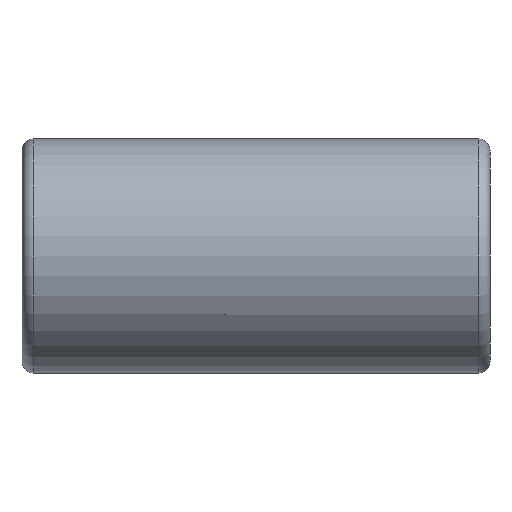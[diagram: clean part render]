
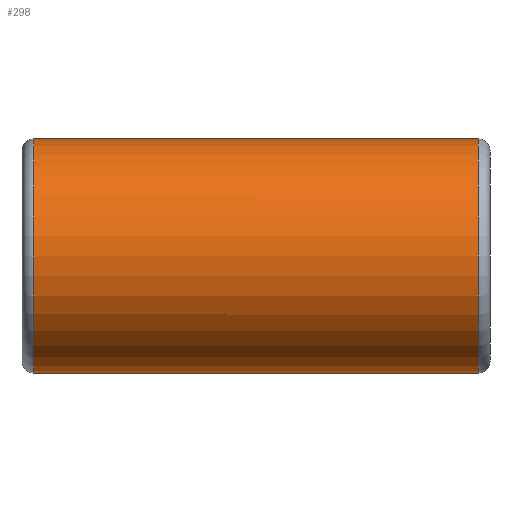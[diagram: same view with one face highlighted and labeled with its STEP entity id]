
A CAD part, left-side view. The second image highlights one B-rep face of the part: STEP entity #298.
In plain terms, the highlighted cylindrical face has radius 5 mm (diameter 10 mm), a partial arc.
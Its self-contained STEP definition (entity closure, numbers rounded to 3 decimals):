
#5 = CARTESIAN_POINT ( 'NONE',  ( 0., -9.5, -5. ) ) ;
#23 = AXIS2_PLACEMENT_3D ( 'NONE', #111, #53, #452 ) ;
#46 = LINE ( 'NONE', #451, #197 ) ;
#49 = CIRCLE ( 'NONE', #290, 5. ) ;
#52 = CIRCLE ( 'NONE', #410, 5. ) ;
#53 = DIRECTION ( 'NONE',  ( 0., 1., 0. ) ) ;
#69 = DIRECTION ( 'NONE',  ( 0., 0., 1. ) ) ;
#97 = VECTOR ( 'NONE', #278, 1000. ) ;
#111 = CARTESIAN_POINT ( 'NONE',  ( 0., 33.565, 0. ) ) ;
#115 = EDGE_CURVE ( 'NONE', #219, #416, #46, .T. ) ;
#122 = EDGE_CURVE ( 'NONE', #316, #326, #360, .T. ) ;
#162 = EDGE_CURVE ( 'NONE', #326, #416, #52, .T. ) ;
#183 = CYLINDRICAL_SURFACE ( 'NONE', #23, 5. ) ;
#186 = CARTESIAN_POINT ( 'NONE',  ( 0., -9.5, 0. ) ) ;
#197 = VECTOR ( 'NONE', #401, 1000. ) ;
#204 = EDGE_LOOP ( 'NONE', ( #419, #272, #267, #376 ) ) ;
#219 = VERTEX_POINT ( 'NONE', #5 ) ;
#229 = EDGE_CURVE ( 'NONE', #219, #316, #49, .T. ) ;
#267 = ORIENTED_EDGE ( 'NONE', *, *, #122, .T. ) ;
#272 = ORIENTED_EDGE ( 'NONE', *, *, #229, .T. ) ;
#278 = DIRECTION ( 'NONE',  ( 0., 1., 0. ) ) ;
#290 = AXIS2_PLACEMENT_3D ( 'NONE', #186, #347, #69 ) ;
#298 = ADVANCED_FACE ( 'NONE', ( #355 ), #183, .T. ) ;
#316 = VERTEX_POINT ( 'NONE', #405 ) ;
#318 = CARTESIAN_POINT ( 'NONE',  ( 0., 33.565, 5. ) ) ;
#326 = VERTEX_POINT ( 'NONE', #365 ) ;
#333 = CARTESIAN_POINT ( 'NONE',  ( 0., 9.5, -5. ) ) ;
#337 = CARTESIAN_POINT ( 'NONE',  ( 0., 9.5, 0. ) ) ;
#347 = DIRECTION ( 'NONE',  ( 0., 1., 0. ) ) ;
#355 = FACE_OUTER_BOUND ( 'NONE', #204, .T. ) ;
#360 = LINE ( 'NONE', #318, #97 ) ;
#365 = CARTESIAN_POINT ( 'NONE',  ( 0., 9.5, 5. ) ) ;
#370 = DIRECTION ( 'NONE',  ( 0., -1., 0. ) ) ;
#372 = DIRECTION ( 'NONE',  ( 0., 0., -1. ) ) ;
#376 = ORIENTED_EDGE ( 'NONE', *, *, #162, .T. ) ;
#401 = DIRECTION ( 'NONE',  ( 0., 1., 0. ) ) ;
#405 = CARTESIAN_POINT ( 'NONE',  ( 0., -9.5, 5. ) ) ;
#410 = AXIS2_PLACEMENT_3D ( 'NONE', #337, #370, #372 ) ;
#416 = VERTEX_POINT ( 'NONE', #333 ) ;
#419 = ORIENTED_EDGE ( 'NONE', *, *, #115, .F. ) ;
#451 = CARTESIAN_POINT ( 'NONE',  ( 0., 33.565, -5. ) ) ;
#452 = DIRECTION ( 'NONE',  ( 0., 0., 1. ) ) ;
